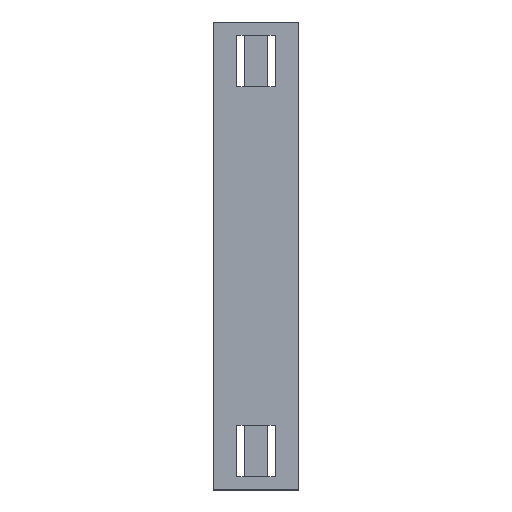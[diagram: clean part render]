
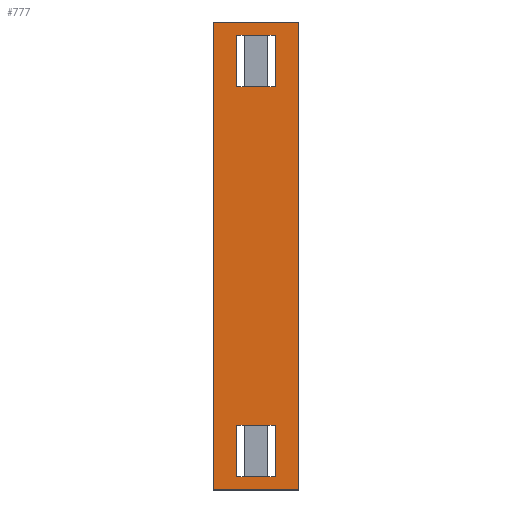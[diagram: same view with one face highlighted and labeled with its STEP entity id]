
A CAD part, top view. The second image highlights one B-rep face of the part: STEP entity #777.
In plain terms, the highlighted planar face has unit normal (0, 0, 1).
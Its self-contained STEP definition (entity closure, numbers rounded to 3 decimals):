
#661=AXIS2_PLACEMENT_3D('Plane Axis2P3D',#658,#659,#660) ;
#80=CARTESIAN_POINT('Vertex',(4.,58.327,0.5)) ;
#87=CARTESIAN_POINT('Vertex',(7.,58.327,0.5)) ;
#90=CARTESIAN_POINT('Line Origine',(5.5,58.327,0.5)) ;
#148=CARTESIAN_POINT('Vertex',(4.,51.673,0.5)) ;
#183=CARTESIAN_POINT('Vertex',(7.,51.673,0.5)) ;
#186=CARTESIAN_POINT('Line Origine',(5.5,51.673,0.5)) ;
#360=CARTESIAN_POINT('Vertex',(7.,8.327,0.5)) ;
#381=CARTESIAN_POINT('Vertex',(7.,1.673,0.5)) ;
#437=CARTESIAN_POINT('Vertex',(4.,1.673,0.5)) ;
#460=CARTESIAN_POINT('Vertex',(4.,8.327,0.5)) ;
#541=CARTESIAN_POINT('Line Origine',(5.5,8.327,0.5)) ;
#575=CARTESIAN_POINT('Line Origine',(5.5,1.673,0.5)) ;
#596=CARTESIAN_POINT('Vertex',(11.,0.,0.5)) ;
#601=CARTESIAN_POINT('Line Origine',(5.5,0.,0.5)) ;
#605=CARTESIAN_POINT('Vertex',(0.,0.,0.5)) ;
#636=CARTESIAN_POINT('Vertex',(11.,60.,0.5)) ;
#641=CARTESIAN_POINT('Line Origine',(11.,30.,0.5)) ;
#658=CARTESIAN_POINT('Axis2P3D Location',(5.5,30.,0.5)) ;
#663=CARTESIAN_POINT('Line Origine',(5.5,60.,0.5)) ;
#667=CARTESIAN_POINT('Vertex',(0.,60.,0.5)) ;
#670=CARTESIAN_POINT('Line Origine',(0.,30.,0.5)) ;
#681=CARTESIAN_POINT('Line Origine',(8.,5.,0.5)) ;
#685=CARTESIAN_POINT('Vertex',(8.,8.327,0.5)) ;
#687=CARTESIAN_POINT('Vertex',(8.,1.673,0.5)) ;
#690=CARTESIAN_POINT('Line Origine',(7.5,1.673,0.5)) ;
#695=CARTESIAN_POINT('Line Origine',(3.5,1.673,0.5)) ;
#699=CARTESIAN_POINT('Vertex',(3.,1.673,0.5)) ;
#702=CARTESIAN_POINT('Line Origine',(3.,5.,0.5)) ;
#706=CARTESIAN_POINT('Vertex',(3.,8.327,0.5)) ;
#709=CARTESIAN_POINT('Line Origine',(3.5,8.327,0.5)) ;
#714=CARTESIAN_POINT('Line Origine',(7.5,8.327,0.5)) ;
#729=CARTESIAN_POINT('Line Origine',(3.5,58.327,0.5)) ;
#733=CARTESIAN_POINT('Vertex',(3.,58.327,0.5)) ;
#736=CARTESIAN_POINT('Line Origine',(7.5,58.327,0.5)) ;
#740=CARTESIAN_POINT('Vertex',(8.,58.327,0.5)) ;
#743=CARTESIAN_POINT('Line Origine',(8.,55.,0.5)) ;
#747=CARTESIAN_POINT('Vertex',(8.,51.673,0.5)) ;
#750=CARTESIAN_POINT('Line Origine',(7.5,51.673,0.5)) ;
#755=CARTESIAN_POINT('Line Origine',(3.5,51.673,0.5)) ;
#759=CARTESIAN_POINT('Vertex',(3.,51.673,0.5)) ;
#762=CARTESIAN_POINT('Line Origine',(3.,55.,0.5)) ;
#91=DIRECTION('Vector Direction',(-1.,0.,0.)) ;
#187=DIRECTION('Vector Direction',(1.,0.,0.)) ;
#542=DIRECTION('Vector Direction',(1.,0.,0.)) ;
#576=DIRECTION('Vector Direction',(-1.,0.,0.)) ;
#602=DIRECTION('Vector Direction',(-1.,0.,0.)) ;
#642=DIRECTION('Vector Direction',(0.,1.,0.)) ;
#659=DIRECTION('Axis2P3D Direction',(0.,0.,-1.)) ;
#660=DIRECTION('Axis2P3D XDirection',(0.,1.,0.)) ;
#664=DIRECTION('Vector Direction',(1.,0.,0.)) ;
#671=DIRECTION('Vector Direction',(0.,-1.,0.)) ;
#682=DIRECTION('Vector Direction',(0.,1.,0.)) ;
#691=DIRECTION('Vector Direction',(-1.,0.,0.)) ;
#696=DIRECTION('Vector Direction',(-1.,0.,0.)) ;
#703=DIRECTION('Vector Direction',(0.,-1.,0.)) ;
#710=DIRECTION('Vector Direction',(1.,0.,0.)) ;
#715=DIRECTION('Vector Direction',(1.,0.,0.)) ;
#730=DIRECTION('Vector Direction',(-1.,0.,0.)) ;
#737=DIRECTION('Vector Direction',(-1.,0.,0.)) ;
#744=DIRECTION('Vector Direction',(0.,-1.,0.)) ;
#751=DIRECTION('Vector Direction',(1.,0.,0.)) ;
#756=DIRECTION('Vector Direction',(1.,0.,0.)) ;
#763=DIRECTION('Vector Direction',(0.,1.,0.)) ;
#92=VECTOR('Line Direction',#91,1.) ;
#188=VECTOR('Line Direction',#187,1.) ;
#543=VECTOR('Line Direction',#542,1.) ;
#577=VECTOR('Line Direction',#576,1.) ;
#603=VECTOR('Line Direction',#602,1.) ;
#643=VECTOR('Line Direction',#642,1.) ;
#665=VECTOR('Line Direction',#664,1.) ;
#672=VECTOR('Line Direction',#671,1.) ;
#683=VECTOR('Line Direction',#682,1.) ;
#692=VECTOR('Line Direction',#691,1.) ;
#697=VECTOR('Line Direction',#696,1.) ;
#704=VECTOR('Line Direction',#703,1.) ;
#711=VECTOR('Line Direction',#710,1.) ;
#716=VECTOR('Line Direction',#715,1.) ;
#731=VECTOR('Line Direction',#730,1.) ;
#738=VECTOR('Line Direction',#737,1.) ;
#745=VECTOR('Line Direction',#744,1.) ;
#752=VECTOR('Line Direction',#751,1.) ;
#757=VECTOR('Line Direction',#756,1.) ;
#764=VECTOR('Line Direction',#763,1.) ;
#676=ORIENTED_EDGE('',*,*,#645,.F.) ;
#677=ORIENTED_EDGE('',*,*,#669,.F.) ;
#678=ORIENTED_EDGE('',*,*,#674,.F.) ;
#679=ORIENTED_EDGE('',*,*,#607,.F.) ;
#720=ORIENTED_EDGE('',*,*,#689,.T.) ;
#721=ORIENTED_EDGE('',*,*,#694,.T.) ;
#722=ORIENTED_EDGE('',*,*,#579,.T.) ;
#723=ORIENTED_EDGE('',*,*,#701,.T.) ;
#724=ORIENTED_EDGE('',*,*,#708,.T.) ;
#725=ORIENTED_EDGE('',*,*,#713,.T.) ;
#726=ORIENTED_EDGE('',*,*,#545,.T.) ;
#727=ORIENTED_EDGE('',*,*,#718,.T.) ;
#768=ORIENTED_EDGE('',*,*,#735,.T.) ;
#769=ORIENTED_EDGE('',*,*,#94,.T.) ;
#770=ORIENTED_EDGE('',*,*,#742,.T.) ;
#771=ORIENTED_EDGE('',*,*,#749,.T.) ;
#772=ORIENTED_EDGE('',*,*,#754,.T.) ;
#773=ORIENTED_EDGE('',*,*,#190,.T.) ;
#774=ORIENTED_EDGE('',*,*,#761,.T.) ;
#775=ORIENTED_EDGE('',*,*,#766,.T.) ;
#728=FACE_BOUND('',#719,.T.) ;
#776=FACE_BOUND('',#767,.T.) ;
#777=ADVANCED_FACE('S3D positioniert',(#680,#728,#776),#662,.F.) ;
#94=EDGE_CURVE('',#81,#88,#93,.F.) ;
#190=EDGE_CURVE('',#184,#149,#189,.F.) ;
#545=EDGE_CURVE('',#461,#361,#544,.T.) ;
#579=EDGE_CURVE('',#382,#438,#578,.T.) ;
#607=EDGE_CURVE('',#597,#606,#604,.T.) ;
#645=EDGE_CURVE('',#637,#597,#644,.F.) ;
#669=EDGE_CURVE('',#668,#637,#666,.T.) ;
#674=EDGE_CURVE('',#606,#668,#673,.F.) ;
#689=EDGE_CURVE('',#686,#688,#684,.F.) ;
#694=EDGE_CURVE('',#688,#382,#693,.T.) ;
#701=EDGE_CURVE('',#438,#700,#698,.T.) ;
#708=EDGE_CURVE('',#700,#707,#705,.F.) ;
#713=EDGE_CURVE('',#707,#461,#712,.T.) ;
#718=EDGE_CURVE('',#361,#686,#717,.T.) ;
#735=EDGE_CURVE('',#734,#81,#732,.F.) ;
#742=EDGE_CURVE('',#88,#741,#739,.F.) ;
#749=EDGE_CURVE('',#741,#748,#746,.T.) ;
#754=EDGE_CURVE('',#748,#184,#753,.F.) ;
#761=EDGE_CURVE('',#149,#760,#758,.F.) ;
#766=EDGE_CURVE('',#760,#734,#765,.T.) ;
#675=EDGE_LOOP('',(#676,#677,#678,#679)) ;
#719=EDGE_LOOP('',(#720,#721,#722,#723,#724,#725,#726,#727)) ;
#767=EDGE_LOOP('',(#768,#769,#770,#771,#772,#773,#774,#775)) ;
#680=FACE_OUTER_BOUND('',#675,.T.) ;
#93=LINE('Line',#90,#92) ;
#189=LINE('Line',#186,#188) ;
#544=LINE('Line',#541,#543) ;
#578=LINE('Line',#575,#577) ;
#604=LINE('Line',#601,#603) ;
#644=LINE('Line',#641,#643) ;
#666=LINE('Line',#663,#665) ;
#673=LINE('Line',#670,#672) ;
#684=LINE('Line',#681,#683) ;
#693=LINE('Line',#690,#692) ;
#698=LINE('Line',#695,#697) ;
#705=LINE('Line',#702,#704) ;
#712=LINE('Line',#709,#711) ;
#717=LINE('Line',#714,#716) ;
#732=LINE('Line',#729,#731) ;
#739=LINE('Line',#736,#738) ;
#746=LINE('Line',#743,#745) ;
#753=LINE('Line',#750,#752) ;
#758=LINE('Line',#755,#757) ;
#765=LINE('Line',#762,#764) ;
#662=PLANE('',#661) ;
#81=VERTEX_POINT('',#80) ;
#88=VERTEX_POINT('',#87) ;
#149=VERTEX_POINT('',#148) ;
#184=VERTEX_POINT('',#183) ;
#361=VERTEX_POINT('',#360) ;
#382=VERTEX_POINT('',#381) ;
#438=VERTEX_POINT('',#437) ;
#461=VERTEX_POINT('',#460) ;
#597=VERTEX_POINT('',#596) ;
#606=VERTEX_POINT('',#605) ;
#637=VERTEX_POINT('',#636) ;
#668=VERTEX_POINT('',#667) ;
#686=VERTEX_POINT('',#685) ;
#688=VERTEX_POINT('',#687) ;
#700=VERTEX_POINT('',#699) ;
#707=VERTEX_POINT('',#706) ;
#734=VERTEX_POINT('',#733) ;
#741=VERTEX_POINT('',#740) ;
#748=VERTEX_POINT('',#747) ;
#760=VERTEX_POINT('',#759) ;
